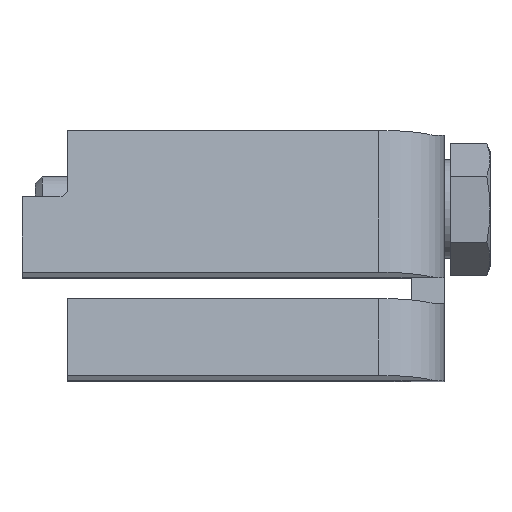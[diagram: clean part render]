
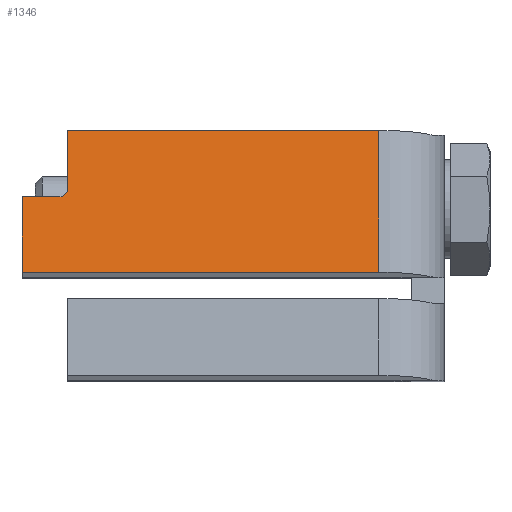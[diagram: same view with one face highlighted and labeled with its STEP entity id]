
A CAD part, top view. The second image highlights one B-rep face of the part: STEP entity #1346.
In plain terms, the highlighted face is planar.
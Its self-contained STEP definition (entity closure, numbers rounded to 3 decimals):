
#101=CIRCLE('',#1472,0.5);
#215=ORIENTED_EDGE('',*,*,#587,.F.);
#216=ORIENTED_EDGE('',*,*,#588,.F.);
#217=ORIENTED_EDGE('',*,*,#589,.F.);
#218=ORIENTED_EDGE('',*,*,#590,.T.);
#219=ORIENTED_EDGE('',*,*,#576,.F.);
#220=ORIENTED_EDGE('',*,*,#591,.F.);
#221=ORIENTED_EDGE('',*,*,#592,.F.);
#576=EDGE_CURVE('',#758,#754,#883,.T.);
#587=EDGE_CURVE('',#767,#768,#101,.T.);
#588=EDGE_CURVE('',#769,#767,#888,.T.);
#589=EDGE_CURVE('',#770,#769,#889,.T.);
#590=EDGE_CURVE('',#770,#754,#890,.T.);
#591=EDGE_CURVE('',#771,#758,#891,.T.);
#592=EDGE_CURVE('',#768,#771,#892,.T.);
#754=VERTEX_POINT('',#2095);
#758=VERTEX_POINT('',#2103);
#767=VERTEX_POINT('',#2128);
#768=VERTEX_POINT('',#2129);
#769=VERTEX_POINT('',#2131);
#770=VERTEX_POINT('',#2133);
#771=VERTEX_POINT('',#2136);
#883=LINE('',#2104,#1005);
#888=LINE('',#2130,#1010);
#889=LINE('',#2132,#1011);
#890=LINE('',#2134,#1012);
#891=LINE('',#2135,#1013);
#892=LINE('',#2137,#1014);
#1005=VECTOR('',#1674,1000.);
#1010=VECTOR('',#1701,1000.);
#1011=VECTOR('',#1702,1000.);
#1012=VECTOR('',#1703,1000.);
#1013=VECTOR('',#1704,1000.);
#1014=VECTOR('',#1705,1000.);
#1102=EDGE_LOOP('',(#215,#216,#217,#218,#219,#220,#221));
#1198=FACE_BOUND('',#1102,.T.);
#1290=PLANE('',#1471);
#1346=ADVANCED_FACE('',(#1198),#1290,.F.);
#1471=AXIS2_PLACEMENT_3D('',#2126,#1697,#1698);
#1472=AXIS2_PLACEMENT_3D('',#2127,#1699,#1700);
#1674=DIRECTION('',(-0.162,0.987,0.));
#1697=DIRECTION('',(0.987,0.162,0.));
#1698=DIRECTION('',(-0.162,0.987,0.));
#1699=DIRECTION('',(-0.987,-0.162,0.));
#1700=DIRECTION('',(0.,0.,-1.));
#1701=DIRECTION('',(0.,0.,-1.));
#1702=DIRECTION('',(0.162,-0.987,0.));
#1703=DIRECTION('',(0.,0.,-1.));
#1704=DIRECTION('',(0.,0.,-1.));
#1705=DIRECTION('',(0.162,-0.987,0.));
#2095=CARTESIAN_POINT('',(-14.628,-6.625,4.));
#2103=CARTESIAN_POINT('',(-13.2,-15.3,4.));
#2104=CARTESIAN_POINT('',(-12.871,-17.3,4.));
#2126=CARTESIAN_POINT('',(-15.719,0.,2.));
#2127=CARTESIAN_POINT('',(-13.785,-11.748,23.5));
#2128=CARTESIAN_POINT('',(-13.866,-11.254,23.5));
#2129=CARTESIAN_POINT('',(-13.785,-11.748,23.));
#2130=CARTESIAN_POINT('',(-13.866,-11.254,28.));
#2131=CARTESIAN_POINT('',(-13.866,-11.254,25.8));
#2132=CARTESIAN_POINT('',(-15.719,0.,25.8));
#2133=CARTESIAN_POINT('',(-14.628,-6.625,25.8));
#2134=CARTESIAN_POINT('',(-14.628,-6.625,29.));
#2135=CARTESIAN_POINT('',(-13.2,-15.3,2.));
#2136=CARTESIAN_POINT('',(-13.2,-15.3,23.));
#2137=CARTESIAN_POINT('',(-13.785,-11.748,23.));
